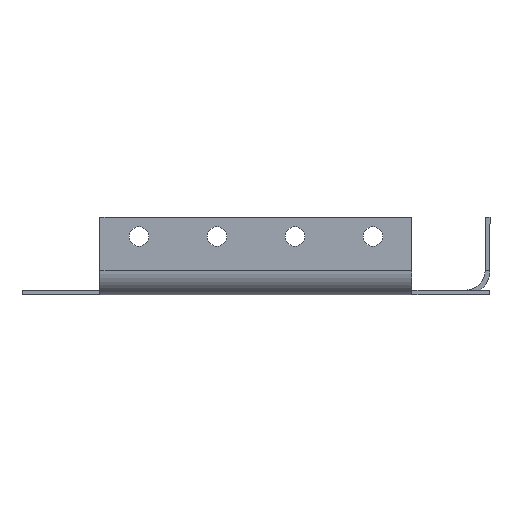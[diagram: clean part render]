
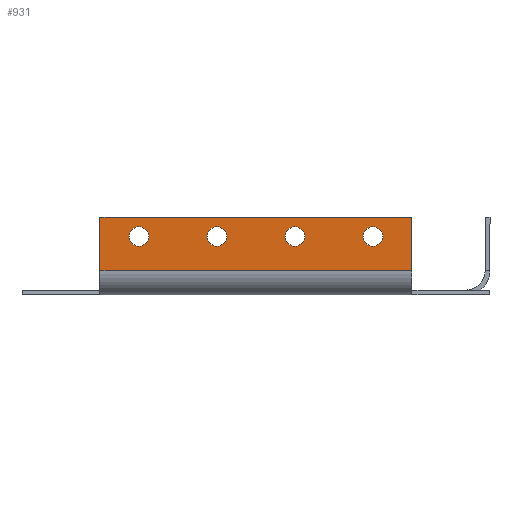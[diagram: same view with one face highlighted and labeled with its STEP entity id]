
A CAD part, left-side view. The second image highlights one B-rep face of the part: STEP entity #931.
In plain terms, the highlighted planar face has unit normal (-1, 0, 0).
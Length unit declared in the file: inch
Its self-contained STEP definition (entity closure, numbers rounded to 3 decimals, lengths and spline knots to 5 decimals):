
#127 = CARTESIAN_POINT ( 'NONE',  ( -0.001, 2.20401, 0.625 ) ) ;
#248 = EDGE_CURVE ( 'NONE', #4590, #7976, #1074, .T. ) ;
#316 = EDGE_CURVE ( 'NONE', #1816, #5947, #9219, .T. ) ;
#350 = LINE ( 'NONE', #682, #4869 ) ;
#441 = CARTESIAN_POINT ( 'NONE',  ( -0.001, 3.20401, 0.625 ) ) ;
#563 = DIRECTION ( 'NONE',  ( 0., 0., 1. ) ) ;
#590 = EDGE_LOOP ( 'NONE', ( #1668, #5949 ) ) ;
#682 = CARTESIAN_POINT ( 'NONE',  ( -0.001, -0.29599, 1. ) ) ;
#744 = DIRECTION ( 'NONE',  ( -1., 0., 0. ) ) ;
#818 = DIRECTION ( 'NONE',  ( 0., 0., -1. ) ) ;
#869 = VERTEX_POINT ( 'NONE', #1745 ) ;
#894 = VERTEX_POINT ( 'NONE', #4846 ) ;
#931 = ADVANCED_FACE ( 'NONE', ( #6615, #9320, #1606, #1828, #5132 ), #7599, .T. ) ;
#932 = LINE ( 'NONE', #5297, #6496 ) ;
#968 = EDGE_CURVE ( 'NONE', #7215, #3970, #8980, .T. ) ;
#979 = ORIENTED_EDGE ( 'NONE', *, *, #968, .F. ) ;
#1074 = LINE ( 'NONE', #9191, #2297 ) ;
#1188 = EDGE_LOOP ( 'NONE', ( #4201, #5750 ) ) ;
#1405 = CARTESIAN_POINT ( 'NONE',  ( -0.001, 3.20401, 0.75 ) ) ;
#1534 = EDGE_CURVE ( 'NONE', #894, #2317, #7849, .T. ) ;
#1560 = EDGE_CURVE ( 'NONE', #8653, #869, #1932, .T. ) ;
#1564 = CARTESIAN_POINT ( 'NONE',  ( -0.001, -0.29599, 1. ) ) ;
#1606 = FACE_BOUND ( 'NONE', #7605, .T. ) ;
#1629 = CARTESIAN_POINT ( 'NONE',  ( -0.001, -0.29599, 0.0625 ) ) ;
#1668 = ORIENTED_EDGE ( 'NONE', *, *, #7177, .F. ) ;
#1690 = CIRCLE ( 'NONE', #3980, 0.125 ) ;
#1745 = CARTESIAN_POINT ( 'NONE',  ( -0.001, -0.29599, 0.3125 ) ) ;
#1816 = VERTEX_POINT ( 'NONE', #441 ) ;
#1820 = VECTOR ( 'NONE', #818, 39.37008 ) ;
#1828 = FACE_BOUND ( 'NONE', #1188, .T. ) ;
#1932 = LINE ( 'NONE', #1629, #1820 ) ;
#1970 = VERTEX_POINT ( 'NONE', #3663 ) ;
#1978 = DIRECTION ( 'NONE',  ( 0., 0., 1. ) ) ;
#1984 = AXIS2_PLACEMENT_3D ( 'NONE', #2715, #4205, #1978 ) ;
#2018 = CARTESIAN_POINT ( 'NONE',  ( -0.001, 0.20401, 0.625 ) ) ;
#2050 = CARTESIAN_POINT ( 'NONE',  ( -0.001, 1.20401, 0.75 ) ) ;
#2123 = EDGE_CURVE ( 'NONE', #4590, #869, #932, .T. ) ;
#2141 = EDGE_LOOP ( 'NONE', ( #5452, #2320, #5931, #9107 ) ) ;
#2297 = VECTOR ( 'NONE', #563, 39.37008 ) ;
#2317 = VERTEX_POINT ( 'NONE', #2018 ) ;
#2319 = EDGE_CURVE ( 'NONE', #1970, #8621, #4328, .T. ) ;
#2320 = ORIENTED_EDGE ( 'NONE', *, *, #2123, .T. ) ;
#2324 = DIRECTION ( 'NONE',  ( -1., 0., 0. ) ) ;
#2700 = EDGE_LOOP ( 'NONE', ( #9056, #979 ) ) ;
#2715 = CARTESIAN_POINT ( 'NONE',  ( -0.001, 0.20401, 0.75 ) ) ;
#3024 = DIRECTION ( 'NONE',  ( -1., 0., 0. ) ) ;
#3074 = CARTESIAN_POINT ( 'NONE',  ( -0.001, 1.20401, 0.625 ) ) ;
#3261 = AXIS2_PLACEMENT_3D ( 'NONE', #4422, #2324, #5250 ) ;
#3583 = CARTESIAN_POINT ( 'NONE',  ( -0.001, 0.20401, 0.75 ) ) ;
#3663 = CARTESIAN_POINT ( 'NONE',  ( -0.001, 2.20401, 0.875 ) ) ;
#3970 = VERTEX_POINT ( 'NONE', #3074 ) ;
#3980 = AXIS2_PLACEMENT_3D ( 'NONE', #4365, #6564, #5869 ) ;
#3986 = DIRECTION ( 'NONE',  ( 0., 0., 1. ) ) ;
#4201 = ORIENTED_EDGE ( 'NONE', *, *, #316, .F. ) ;
#4205 = DIRECTION ( 'NONE',  ( -1., 0., 0. ) ) ;
#4211 = DIRECTION ( 'NONE',  ( 0., 0., 1. ) ) ;
#4328 = CIRCLE ( 'NONE', #6899, 0.125 ) ;
#4365 = CARTESIAN_POINT ( 'NONE',  ( -0.001, 2.20401, 0.75 ) ) ;
#4422 = CARTESIAN_POINT ( 'NONE',  ( -0.001, 1.20401, 0.75 ) ) ;
#4467 = DIRECTION ( 'NONE',  ( 0., -1., 0. ) ) ;
#4590 = VERTEX_POINT ( 'NONE', #6926 ) ;
#4824 = AXIS2_PLACEMENT_3D ( 'NONE', #1405, #744, #7928 ) ;
#4846 = CARTESIAN_POINT ( 'NONE',  ( -0.001, 0.20401, 0.875 ) ) ;
#4869 = VECTOR ( 'NONE', #7927, 39.37008 ) ;
#5132 = FACE_OUTER_BOUND ( 'NONE', #2141, .T. ) ;
#5192 = CIRCLE ( 'NONE', #1984, 0.125 ) ;
#5212 = EDGE_CURVE ( 'NONE', #7976, #8653, #350, .T. ) ;
#5247 = EDGE_CURVE ( 'NONE', #8621, #1970, #1690, .T. ) ;
#5250 = DIRECTION ( 'NONE',  ( 0., 0., 1. ) ) ;
#5274 = AXIS2_PLACEMENT_3D ( 'NONE', #5317, #3024, #9045 ) ;
#5297 = CARTESIAN_POINT ( 'NONE',  ( -0.001, 0., 0.3125 ) ) ;
#5317 = CARTESIAN_POINT ( 'NONE',  ( -0.001, 3.20401, 0.75 ) ) ;
#5452 = ORIENTED_EDGE ( 'NONE', *, *, #248, .F. ) ;
#5533 = CIRCLE ( 'NONE', #3261, 0.125 ) ;
#5750 = ORIENTED_EDGE ( 'NONE', *, *, #8316, .F. ) ;
#5869 = DIRECTION ( 'NONE',  ( 0., 0., 1. ) ) ;
#5927 = AXIS2_PLACEMENT_3D ( 'NONE', #3583, #7945, #7977 ) ;
#5931 = ORIENTED_EDGE ( 'NONE', *, *, #1560, .F. ) ;
#5947 = VERTEX_POINT ( 'NONE', #8283 ) ;
#5949 = ORIENTED_EDGE ( 'NONE', *, *, #1534, .F. ) ;
#6023 = CARTESIAN_POINT ( 'NONE',  ( -0.001, 3.70401, 1. ) ) ;
#6496 = VECTOR ( 'NONE', #4467, 39.37008 ) ;
#6564 = DIRECTION ( 'NONE',  ( -1., 0., 0. ) ) ;
#6615 = FACE_BOUND ( 'NONE', #590, .T. ) ;
#6899 = AXIS2_PLACEMENT_3D ( 'NONE', #7105, #7836, #4211 ) ;
#6926 = CARTESIAN_POINT ( 'NONE',  ( -0.001, 3.70401, 0.3125 ) ) ;
#7105 = CARTESIAN_POINT ( 'NONE',  ( -0.001, 2.20401, 0.75 ) ) ;
#7177 = EDGE_CURVE ( 'NONE', #2317, #894, #5192, .T. ) ;
#7215 = VERTEX_POINT ( 'NONE', #8584 ) ;
#7474 = EDGE_CURVE ( 'NONE', #3970, #7215, #5533, .T. ) ;
#7599 = PLANE ( 'NONE',  #8537 ) ;
#7605 = EDGE_LOOP ( 'NONE', ( #9195, #9259 ) ) ;
#7836 = DIRECTION ( 'NONE',  ( -1., 0., 0. ) ) ;
#7849 = CIRCLE ( 'NONE', #5927, 0.125 ) ;
#7927 = DIRECTION ( 'NONE',  ( 0., -1., 0. ) ) ;
#7928 = DIRECTION ( 'NONE',  ( 0., 0., 1. ) ) ;
#7945 = DIRECTION ( 'NONE',  ( -1., 0., 0. ) ) ;
#7976 = VERTEX_POINT ( 'NONE', #6023 ) ;
#7977 = DIRECTION ( 'NONE',  ( 0., 0., 1. ) ) ;
#8283 = CARTESIAN_POINT ( 'NONE',  ( -0.001, 3.20401, 0.875 ) ) ;
#8316 = EDGE_CURVE ( 'NONE', #5947, #1816, #9145, .T. ) ;
#8346 = CARTESIAN_POINT ( 'NONE',  ( -0.001, 0., 0. ) ) ;
#8376 = DIRECTION ( 'NONE',  ( -1., 0., 0. ) ) ;
#8537 = AXIS2_PLACEMENT_3D ( 'NONE', #8346, #8376, #3986 ) ;
#8561 = DIRECTION ( 'NONE',  ( 0., 0., 1. ) ) ;
#8584 = CARTESIAN_POINT ( 'NONE',  ( -0.001, 1.20401, 0.875 ) ) ;
#8621 = VERTEX_POINT ( 'NONE', #127 ) ;
#8651 = AXIS2_PLACEMENT_3D ( 'NONE', #2050, #9253, #8561 ) ;
#8653 = VERTEX_POINT ( 'NONE', #1564 ) ;
#8980 = CIRCLE ( 'NONE', #8651, 0.125 ) ;
#9045 = DIRECTION ( 'NONE',  ( 0., 0., 1. ) ) ;
#9056 = ORIENTED_EDGE ( 'NONE', *, *, #7474, .F. ) ;
#9107 = ORIENTED_EDGE ( 'NONE', *, *, #5212, .F. ) ;
#9145 = CIRCLE ( 'NONE', #5274, 0.125 ) ;
#9191 = CARTESIAN_POINT ( 'NONE',  ( -0.001, 3.70401, 1. ) ) ;
#9195 = ORIENTED_EDGE ( 'NONE', *, *, #5247, .F. ) ;
#9219 = CIRCLE ( 'NONE', #4824, 0.125 ) ;
#9253 = DIRECTION ( 'NONE',  ( -1., 0., 0. ) ) ;
#9259 = ORIENTED_EDGE ( 'NONE', *, *, #2319, .F. ) ;
#9320 = FACE_BOUND ( 'NONE', #2700, .T. ) ;
